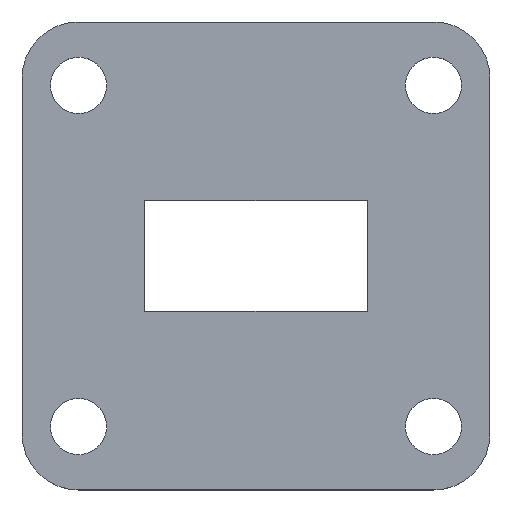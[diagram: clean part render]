
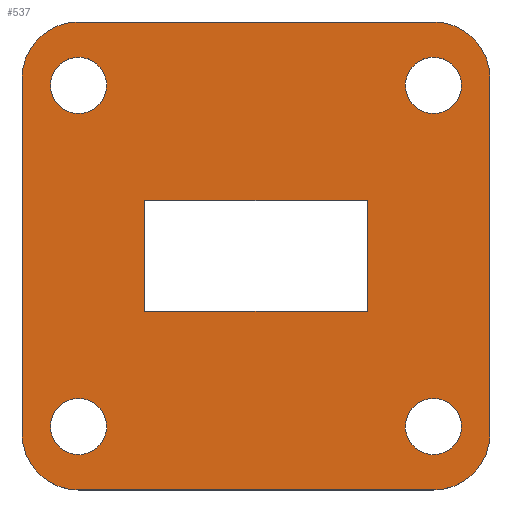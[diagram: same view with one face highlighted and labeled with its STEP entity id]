
A CAD part, top view. The second image highlights one B-rep face of the part: STEP entity #537.
In plain terms, the highlighted planar face has unit normal (0, 0, 1).
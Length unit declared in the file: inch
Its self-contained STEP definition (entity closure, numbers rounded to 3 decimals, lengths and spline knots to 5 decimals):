
#2 = DIRECTION ( 'NONE',  ( 0., 1., 0. ) ) ;
#3 = EDGE_CURVE ( 'NONE', #436, #88, #299, .T. ) ;
#15 = CARTESIAN_POINT ( 'NONE',  ( 0.57579, 0.47795, 0. ) ) ;
#17 = CARTESIAN_POINT ( 'NONE',  ( -0.49705, 0.47795, 0. ) ) ;
#21 = EDGE_CURVE ( 'NONE', #118, #118, #83, .T. ) ;
#22 = ORIENTED_EDGE ( 'NONE', *, *, #562, .T. ) ;
#23 = CIRCLE ( 'NONE', #212, 0.15748 ) ;
#31 = CARTESIAN_POINT ( 'NONE',  ( -0.49803, -0.65551, 0. ) ) ;
#41 = CARTESIAN_POINT ( 'NONE',  ( -0.311, 0.15549, 0. ) ) ;
#48 = DIRECTION ( 'NONE',  ( 0., -1., 0. ) ) ;
#61 = DIRECTION ( 'NONE',  ( -1., 0., 0. ) ) ;
#72 = EDGE_CURVE ( 'NONE', #329, #197, #113, .T. ) ;
#78 = DIRECTION ( 'NONE',  ( 0., 0., 1. ) ) ;
#83 = CIRCLE ( 'NONE', #278, 0.07874 ) ;
#88 = VERTEX_POINT ( 'NONE', #174 ) ;
#89 = CIRCLE ( 'NONE', #273, 0.15748 ) ;
#100 = DIRECTION ( 'NONE',  ( 1., 0., 0. ) ) ;
#102 = EDGE_CURVE ( 'NONE', #182, #541, #281, .T. ) ;
#104 = VECTOR ( 'NONE', #498, 39.37008 ) ;
#107 = DIRECTION ( 'NONE',  ( -1., 0., 0. ) ) ;
#110 = FACE_BOUND ( 'NONE', #332, .T. ) ;
#111 = CIRCLE ( 'NONE', #574, 0.07874 ) ;
#113 = LINE ( 'NONE', #358, #592 ) ;
#115 = EDGE_CURVE ( 'NONE', #617, #436, #622, .T. ) ;
#118 = VERTEX_POINT ( 'NONE', #311 ) ;
#120 = EDGE_CURVE ( 'NONE', #541, #329, #496, .T. ) ;
#126 = ORIENTED_EDGE ( 'NONE', *, *, #512, .F. ) ;
#127 = CARTESIAN_POINT ( 'NONE',  ( -0.311, -0.15549, 0. ) ) ;
#129 = CARTESIAN_POINT ( 'NONE',  ( 0.49803, 0.65551, 0. ) ) ;
#132 = EDGE_CURVE ( 'NONE', #316, #191, #365, .T. ) ;
#154 = CARTESIAN_POINT ( 'NONE',  ( 0., 0., 0. ) ) ;
#163 = EDGE_LOOP ( 'NONE', ( #415 ) ) ;
#171 = AXIS2_PLACEMENT_3D ( 'NONE', #154, #262, #346 ) ;
#174 = CARTESIAN_POINT ( 'NONE',  ( 0.311, 0.15549, 0. ) ) ;
#177 = DIRECTION ( 'NONE',  ( 1., 0., 0. ) ) ;
#178 = CARTESIAN_POINT ( 'NONE',  ( -0.65551, -0.65551, 0. ) ) ;
#180 = EDGE_LOOP ( 'NONE', ( #375 ) ) ;
#181 = DIRECTION ( 'NONE',  ( 1., 0., 0. ) ) ;
#182 = VERTEX_POINT ( 'NONE', #31 ) ;
#190 = EDGE_CURVE ( 'NONE', #510, #510, #279, .T. ) ;
#191 = VERTEX_POINT ( 'NONE', #407 ) ;
#194 = ORIENTED_EDGE ( 'NONE', *, *, #21, .F. ) ;
#196 = LINE ( 'NONE', #343, #347 ) ;
#197 = VERTEX_POINT ( 'NONE', #472 ) ;
#204 = CARTESIAN_POINT ( 'NONE',  ( -0.49803, 0.49803, 0. ) ) ;
#211 = FACE_BOUND ( 'NONE', #163, .T. ) ;
#212 = AXIS2_PLACEMENT_3D ( 'NONE', #204, #301, #214 ) ;
#214 = DIRECTION ( 'NONE',  ( -1., 0., 0. ) ) ;
#217 = VECTOR ( 'NONE', #572, 39.37008 ) ;
#228 = AXIS2_PLACEMENT_3D ( 'NONE', #17, #568, #181 ) ;
#232 = CARTESIAN_POINT ( 'NONE',  ( -0.49803, -0.49803, 0. ) ) ;
#242 = EDGE_LOOP ( 'NONE', ( #22, #266, #427, #506, #554, #509, #482, #467 ) ) ;
#251 = VECTOR ( 'NONE', #616, 39.37008 ) ;
#262 = DIRECTION ( 'NONE',  ( 0., 0., -1. ) ) ;
#264 = ORIENTED_EDGE ( 'NONE', *, *, #115, .F. ) ;
#266 = ORIENTED_EDGE ( 'NONE', *, *, #463, .T. ) ;
#271 = EDGE_LOOP ( 'NONE', ( #194 ) ) ;
#273 = AXIS2_PLACEMENT_3D ( 'NONE', #384, #448, #107 ) ;
#278 = AXIS2_PLACEMENT_3D ( 'NONE', #599, #545, #100 ) ;
#279 = CIRCLE ( 'NONE', #228, 0.07874 ) ;
#281 = LINE ( 'NONE', #576, #474 ) ;
#289 = ORIENTED_EDGE ( 'NONE', *, *, #327, .F. ) ;
#299 = LINE ( 'NONE', #396, #104 ) ;
#301 = DIRECTION ( 'NONE',  ( 0., 0., 1. ) ) ;
#303 = CARTESIAN_POINT ( 'NONE',  ( 0.49803, -0.65551, 0. ) ) ;
#305 = CARTESIAN_POINT ( 'NONE',  ( -0.65551, 0.65551, 0. ) ) ;
#311 = CARTESIAN_POINT ( 'NONE',  ( -0.41831, -0.47795, 0. ) ) ;
#312 = EDGE_CURVE ( 'NONE', #88, #409, #494, .T. ) ;
#314 = CARTESIAN_POINT ( 'NONE',  ( 0.57579, -0.47795, 0. ) ) ;
#316 = VERTEX_POINT ( 'NONE', #639 ) ;
#317 = VERTEX_POINT ( 'NONE', #15 ) ;
#320 = DIRECTION ( 'NONE',  ( 0., 0., 1. ) ) ;
#327 = EDGE_CURVE ( 'NONE', #409, #617, #196, .T. ) ;
#329 = VERTEX_POINT ( 'NONE', #378 ) ;
#332 = EDGE_LOOP ( 'NONE', ( #344, #561, #264, #289 ) ) ;
#333 = CARTESIAN_POINT ( 'NONE',  ( 0.311, -0.15549, 0. ) ) ;
#343 = CARTESIAN_POINT ( 'NONE',  ( -0.311, -0.15549, 0. ) ) ;
#344 = ORIENTED_EDGE ( 'NONE', *, *, #312, .F. ) ;
#346 = DIRECTION ( 'NONE',  ( -1., 0., 0. ) ) ;
#347 = VECTOR ( 'NONE', #48, 39.37008 ) ;
#352 = CARTESIAN_POINT ( 'NONE',  ( 0.49705, 0.47795, 0. ) ) ;
#358 = CARTESIAN_POINT ( 'NONE',  ( 0.65551, -0.65551, 0. ) ) ;
#365 = LINE ( 'NONE', #178, #217 ) ;
#371 = CIRCLE ( 'NONE', #642, 0.07874 ) ;
#375 = ORIENTED_EDGE ( 'NONE', *, *, #614, .F. ) ;
#378 = CARTESIAN_POINT ( 'NONE',  ( 0.65551, -0.49803, 0. ) ) ;
#381 = CIRCLE ( 'NONE', #534, 0.15748 ) ;
#384 = CARTESIAN_POINT ( 'NONE',  ( 0.49803, 0.49803, 0. ) ) ;
#392 = PLANE ( 'NONE',  #171 ) ;
#394 = FACE_BOUND ( 'NONE', #271, .T. ) ;
#396 = CARTESIAN_POINT ( 'NONE',  ( 0.311, -0.15549, 0. ) ) ;
#399 = CARTESIAN_POINT ( 'NONE',  ( -0.49803, 0.65551, 0. ) ) ;
#403 = DIRECTION ( 'NONE',  ( 0., 0., 1. ) ) ;
#407 = CARTESIAN_POINT ( 'NONE',  ( -0.65551, -0.49803, 0. ) ) ;
#409 = VERTEX_POINT ( 'NONE', #41 ) ;
#413 = VERTEX_POINT ( 'NONE', #314 ) ;
#415 = ORIENTED_EDGE ( 'NONE', *, *, #190, .F. ) ;
#418 = EDGE_LOOP ( 'NONE', ( #126 ) ) ;
#427 = ORIENTED_EDGE ( 'NONE', *, *, #132, .T. ) ;
#436 = VERTEX_POINT ( 'NONE', #333 ) ;
#448 = DIRECTION ( 'NONE',  ( 0., 0., 1. ) ) ;
#454 = VECTOR ( 'NONE', #61, 39.37008 ) ;
#459 = EDGE_CURVE ( 'NONE', #197, #620, #89, .T. ) ;
#460 = DIRECTION ( 'NONE',  ( 1., 0., 0. ) ) ;
#463 = EDGE_CURVE ( 'NONE', #577, #316, #23, .T. ) ;
#467 = ORIENTED_EDGE ( 'NONE', *, *, #459, .T. ) ;
#469 = DIRECTION ( 'NONE',  ( 0., 0., 1. ) ) ;
#472 = CARTESIAN_POINT ( 'NONE',  ( 0.65551, 0.49803, 0. ) ) ;
#474 = VECTOR ( 'NONE', #460, 39.37008 ) ;
#477 = DIRECTION ( 'NONE',  ( -1., 0., 0. ) ) ;
#482 = ORIENTED_EDGE ( 'NONE', *, *, #72, .T. ) ;
#494 = LINE ( 'NONE', #646, #548 ) ;
#496 = CIRCLE ( 'NONE', #611, 0.15748 ) ;
#497 = FACE_BOUND ( 'NONE', #180, .T. ) ;
#498 = DIRECTION ( 'NONE',  ( 0., 1., 0. ) ) ;
#503 = DIRECTION ( 'NONE',  ( 1., 0., 0. ) ) ;
#506 = ORIENTED_EDGE ( 'NONE', *, *, #604, .T. ) ;
#508 = LINE ( 'NONE', #305, #454 ) ;
#509 = ORIENTED_EDGE ( 'NONE', *, *, #120, .T. ) ;
#510 = VERTEX_POINT ( 'NONE', #564 ) ;
#512 = EDGE_CURVE ( 'NONE', #317, #317, #371, .T. ) ;
#524 = DIRECTION ( 'NONE',  ( -1., 0., 0. ) ) ;
#530 = CARTESIAN_POINT ( 'NONE',  ( 0.49803, -0.49803, 0. ) ) ;
#534 = AXIS2_PLACEMENT_3D ( 'NONE', #232, #469, #524 ) ;
#537 = ADVANCED_FACE ( 'NONE', ( #110, #394, #497, #602, #211, #652 ), #392, .F. ) ;
#540 = DIRECTION ( 'NONE',  ( -1., 0., 0. ) ) ;
#541 = VERTEX_POINT ( 'NONE', #303 ) ;
#545 = DIRECTION ( 'NONE',  ( 0., 0., 1. ) ) ;
#548 = VECTOR ( 'NONE', #540, 39.37008 ) ;
#554 = ORIENTED_EDGE ( 'NONE', *, *, #102, .T. ) ;
#561 = ORIENTED_EDGE ( 'NONE', *, *, #3, .F. ) ;
#562 = EDGE_CURVE ( 'NONE', #620, #577, #508, .T. ) ;
#564 = CARTESIAN_POINT ( 'NONE',  ( -0.41831, 0.47795, 0. ) ) ;
#568 = DIRECTION ( 'NONE',  ( 0., 0., 1. ) ) ;
#572 = DIRECTION ( 'NONE',  ( 0., -1., 0. ) ) ;
#574 = AXIS2_PLACEMENT_3D ( 'NONE', #621, #78, #177 ) ;
#576 = CARTESIAN_POINT ( 'NONE',  ( -0.65551, -0.65551, 0. ) ) ;
#577 = VERTEX_POINT ( 'NONE', #399 ) ;
#592 = VECTOR ( 'NONE', #2, 39.37008 ) ;
#599 = CARTESIAN_POINT ( 'NONE',  ( -0.49705, -0.47795, 0. ) ) ;
#602 = FACE_BOUND ( 'NONE', #418, .T. ) ;
#604 = EDGE_CURVE ( 'NONE', #191, #182, #381, .T. ) ;
#611 = AXIS2_PLACEMENT_3D ( 'NONE', #530, #320, #477 ) ;
#614 = EDGE_CURVE ( 'NONE', #413, #413, #111, .T. ) ;
#616 = DIRECTION ( 'NONE',  ( 1., 0., 0. ) ) ;
#617 = VERTEX_POINT ( 'NONE', #625 ) ;
#620 = VERTEX_POINT ( 'NONE', #129 ) ;
#621 = CARTESIAN_POINT ( 'NONE',  ( 0.49705, -0.47795, 0. ) ) ;
#622 = LINE ( 'NONE', #127, #251 ) ;
#625 = CARTESIAN_POINT ( 'NONE',  ( -0.311, -0.15549, 0. ) ) ;
#639 = CARTESIAN_POINT ( 'NONE',  ( -0.65551, 0.49803, 0. ) ) ;
#642 = AXIS2_PLACEMENT_3D ( 'NONE', #352, #403, #503 ) ;
#646 = CARTESIAN_POINT ( 'NONE',  ( -0.311, 0.15549, 0. ) ) ;
#652 = FACE_OUTER_BOUND ( 'NONE', #242, .T. ) ;
